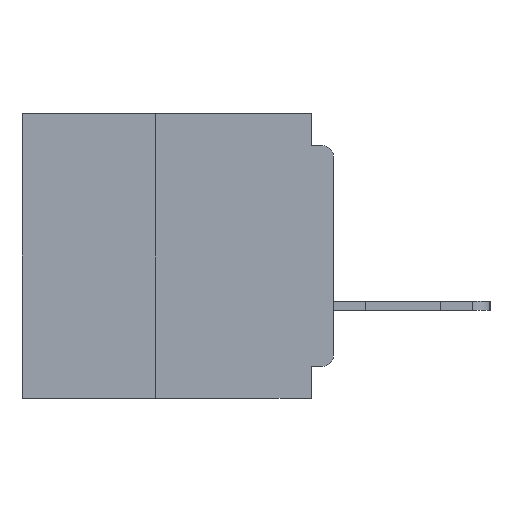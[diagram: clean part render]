
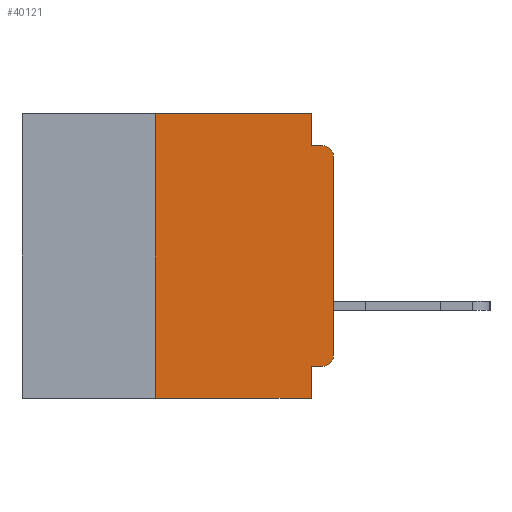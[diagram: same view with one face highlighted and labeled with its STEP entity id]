
A CAD part, left-side view. The second image highlights one B-rep face of the part: STEP entity #40121.
In plain terms, the highlighted planar face has unit normal (-1, 0, 0).
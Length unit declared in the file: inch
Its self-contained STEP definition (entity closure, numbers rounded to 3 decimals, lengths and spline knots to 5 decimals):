
#554 = CARTESIAN_POINT ( 'NONE',  ( 0., 0.015, -0.34 ) ) ;
#632 = DIRECTION ( 'NONE',  ( 0., 0., -1. ) ) ;
#865 = ORIENTED_EDGE ( 'NONE', *, *, #44729, .F. ) ;
#1496 = CARTESIAN_POINT ( 'NONE',  ( 0., 0.031, -0.355 ) ) ;
#1876 = VECTOR ( 'NONE', #43912, 39.37008 ) ;
#2083 = CARTESIAN_POINT ( 'NONE',  ( 0., 0.437, -0.4 ) ) ;
#2500 = EDGE_CURVE ( 'NONE', #32808, #31499, #39778, .T. ) ;
#2730 = LINE ( 'NONE', #33327, #12457 ) ;
#3363 = DIRECTION ( 'NONE',  ( 0., -1., 0. ) ) ;
#3970 = DIRECTION ( 'NONE',  ( -1., 0., 0. ) ) ;
#4704 = DIRECTION ( 'NONE',  ( 0., 0., -1. ) ) ;
#6126 = LINE ( 'NONE', #35021, #37526 ) ;
#6329 = DIRECTION ( 'NONE',  ( 0., 0., 1. ) ) ;
#7193 = DIRECTION ( 'NONE',  ( 0., -1., 0. ) ) ;
#7634 = VERTEX_POINT ( 'NONE', #48382 ) ;
#8083 = EDGE_CURVE ( 'NONE', #32808, #50181, #6126, .T. ) ;
#8197 = DIRECTION ( 'NONE',  ( 1., 0., 0. ) ) ;
#9790 = CARTESIAN_POINT ( 'NONE',  ( 0., 0.031, -0.4 ) ) ;
#10584 = VERTEX_POINT ( 'NONE', #19620 ) ;
#10835 = EDGE_CURVE ( 'NONE', #17013, #20215, #32872, .T. ) ;
#10924 = CARTESIAN_POINT ( 'NONE',  ( 0., 0.25, -0.4 ) ) ;
#11004 = LINE ( 'NONE', #42951, #31498 ) ;
#12457 = VECTOR ( 'NONE', #45583, 39.37008 ) ;
#12553 = ORIENTED_EDGE ( 'NONE', *, *, #8083, .F. ) ;
#12889 = LINE ( 'NONE', #15361, #1876 ) ;
#14007 = EDGE_CURVE ( 'NONE', #20215, #40030, #11004, .T. ) ;
#14107 = ORIENTED_EDGE ( 'NONE', *, *, #36911, .T. ) ;
#14135 = CARTESIAN_POINT ( 'NONE',  ( 0., 0.031, 0. ) ) ;
#15128 = ORIENTED_EDGE ( 'NONE', *, *, #23242, .T. ) ;
#15361 = CARTESIAN_POINT ( 'NONE',  ( 0., 0.031, -0.4 ) ) ;
#16446 = VERTEX_POINT ( 'NONE', #1496 ) ;
#17013 = VERTEX_POINT ( 'NONE', #14135 ) ;
#17569 = ORIENTED_EDGE ( 'NONE', *, *, #14007, .F. ) ;
#17962 = VECTOR ( 'NONE', #3363, 39.37008 ) ;
#18587 = CARTESIAN_POINT ( 'NONE',  ( 0., 0.25, 0. ) ) ;
#19118 = CARTESIAN_POINT ( 'NONE',  ( 0., 0., -0.355 ) ) ;
#19620 = CARTESIAN_POINT ( 'NONE',  ( 0., 0.015, -0.355 ) ) ;
#19914 = CARTESIAN_POINT ( 'NONE',  ( 0., 0.015, -0.045 ) ) ;
#20215 = VERTEX_POINT ( 'NONE', #50820 ) ;
#20444 = CARTESIAN_POINT ( 'NONE',  ( 0., 0.437, 0. ) ) ;
#20996 = VERTEX_POINT ( 'NONE', #31569 ) ;
#23207 = DIRECTION ( 'NONE',  ( 0., 1., 0. ) ) ;
#23242 = EDGE_CURVE ( 'NONE', #10584, #7634, #23625, .T. ) ;
#23625 = CIRCLE ( 'NONE', #28247, 0.015 ) ;
#25318 = CARTESIAN_POINT ( 'NONE',  ( 0., 0.031, 0. ) ) ;
#25764 = EDGE_LOOP ( 'NONE', ( #37557, #14107, #17569, #44671, #43952, #12553, #38440, #865, #37290, #15128 ) ) ;
#27999 = CARTESIAN_POINT ( 'NONE',  ( 0., 0.437, 0. ) ) ;
#28247 = AXIS2_PLACEMENT_3D ( 'NONE', #554, #29333, #4704 ) ;
#28593 = CARTESIAN_POINT ( 'NONE',  ( 0., 0.015, -0.06 ) ) ;
#28930 = VECTOR ( 'NONE', #7193, 39.37008 ) ;
#29333 = DIRECTION ( 'NONE',  ( -1., 0., 0. ) ) ;
#31498 = VECTOR ( 'NONE', #46982, 39.37008 ) ;
#31499 = VERTEX_POINT ( 'NONE', #9790 ) ;
#31569 = CARTESIAN_POINT ( 'NONE',  ( 0., 0., -0.06 ) ) ;
#32259 = EDGE_CURVE ( 'NONE', #50181, #17013, #38353, .T. ) ;
#32713 = DIRECTION ( 'NONE',  ( 0., 0., -1. ) ) ;
#32808 = VERTEX_POINT ( 'NONE', #10924 ) ;
#32872 = LINE ( 'NONE', #25318, #44968 ) ;
#33327 = CARTESIAN_POINT ( 'NONE',  ( 0., 0., 0. ) ) ;
#33497 = AXIS2_PLACEMENT_3D ( 'NONE', #28593, #3970, #32713 ) ;
#34723 = CIRCLE ( 'NONE', #33497, 0.015 ) ;
#35021 = CARTESIAN_POINT ( 'NONE',  ( 0., 0.25, -0.4 ) ) ;
#35916 = EDGE_CURVE ( 'NONE', #7634, #20996, #2730, .T. ) ;
#36808 = DIRECTION ( 'NONE',  ( 0., 0., -1. ) ) ;
#36911 = EDGE_CURVE ( 'NONE', #20996, #40030, #34723, .T. ) ;
#37290 = ORIENTED_EDGE ( 'NONE', *, *, #42380, .F. ) ;
#37526 = VECTOR ( 'NONE', #6329, 39.37008 ) ;
#37557 = ORIENTED_EDGE ( 'NONE', *, *, #35916, .T. ) ;
#38353 = LINE ( 'NONE', #27999, #17962 ) ;
#38368 = FACE_OUTER_BOUND ( 'NONE', #25764, .T. ) ;
#38440 = ORIENTED_EDGE ( 'NONE', *, *, #2500, .T. ) ;
#39778 = LINE ( 'NONE', #2083, #28930 ) ;
#40030 = VERTEX_POINT ( 'NONE', #19914 ) ;
#40121 = ADVANCED_FACE ( 'NONE', ( #38368 ), #48879, .F. ) ;
#42380 = EDGE_CURVE ( 'NONE', #10584, #16446, #50250, .T. ) ;
#42951 = CARTESIAN_POINT ( 'NONE',  ( 0., 0., -0.045 ) ) ;
#43912 = DIRECTION ( 'NONE',  ( 0., 0., -1. ) ) ;
#43952 = ORIENTED_EDGE ( 'NONE', *, *, #32259, .F. ) ;
#44671 = ORIENTED_EDGE ( 'NONE', *, *, #10835, .F. ) ;
#44729 = EDGE_CURVE ( 'NONE', #16446, #31499, #12889, .T. ) ;
#44968 = VECTOR ( 'NONE', #632, 39.37008 ) ;
#45583 = DIRECTION ( 'NONE',  ( 0., 0., 1. ) ) ;
#46982 = DIRECTION ( 'NONE',  ( 0., -1., 0. ) ) ;
#48382 = CARTESIAN_POINT ( 'NONE',  ( 0., 0., -0.34 ) ) ;
#48879 = PLANE ( 'NONE',  #52314 ) ;
#48978 = VECTOR ( 'NONE', #23207, 39.37008 ) ;
#50181 = VERTEX_POINT ( 'NONE', #18587 ) ;
#50250 = LINE ( 'NONE', #19118, #48978 ) ;
#50820 = CARTESIAN_POINT ( 'NONE',  ( 0., 0.031, -0.045 ) ) ;
#52314 = AXIS2_PLACEMENT_3D ( 'NONE', #20444, #8197, #36808 ) ;
